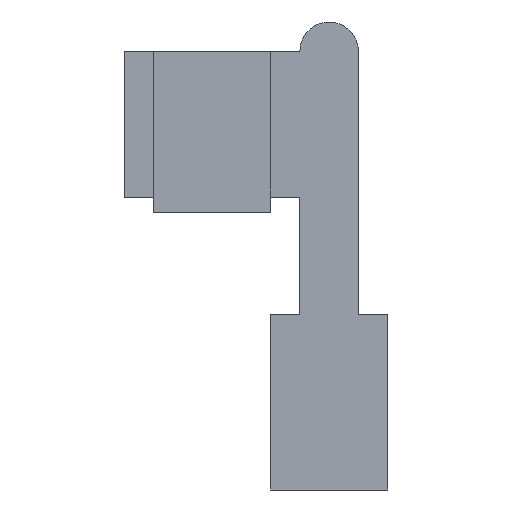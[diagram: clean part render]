
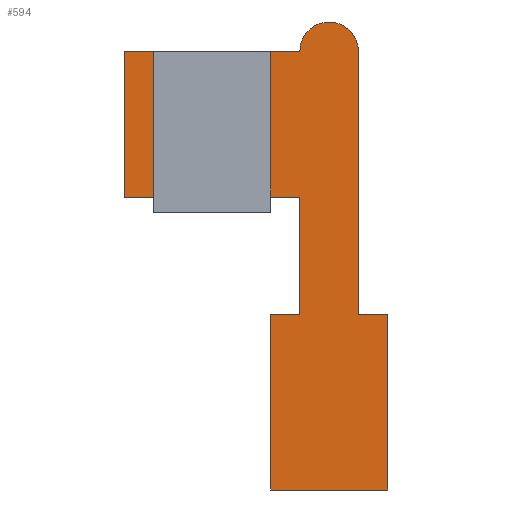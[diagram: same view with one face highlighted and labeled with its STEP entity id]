
A CAD part, front view. The second image highlights one B-rep face of the part: STEP entity #594.
In plain terms, the highlighted planar face has unit normal (0, -1, 0).
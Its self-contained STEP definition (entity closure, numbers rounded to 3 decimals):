
#15=CIRCLE('',#636,1.);
#47=FACE_OUTER_BOUND('',#77,.T.);
#77=EDGE_LOOP('',(#523,#524,#525,#526,#527,#528,#529,#530,#531,#532,#533,
#534,#535,#536,#537));
#115=LINE('',#862,#195);
#117=LINE('',#866,#197);
#120=LINE('',#872,#200);
#130=LINE('',#892,#210);
#131=LINE('',#893,#211);
#133=LINE('',#898,#213);
#135=LINE('',#901,#215);
#138=LINE('',#907,#218);
#140=LINE('',#911,#220);
#143=LINE('',#917,#223);
#146=LINE('',#923,#226);
#149=LINE('',#929,#229);
#152=LINE('',#935,#232);
#155=LINE('',#941,#235);
#195=VECTOR('',#703,10.);
#197=VECTOR('',#707,10.);
#200=VECTOR('',#712,10.);
#210=VECTOR('',#728,10.);
#211=VECTOR('',#729,10.);
#213=VECTOR('',#733,10.);
#215=VECTOR('',#737,10.);
#218=VECTOR('',#742,10.);
#220=VECTOR('',#746,10.);
#223=VECTOR('',#751,10.);
#226=VECTOR('',#756,10.);
#229=VECTOR('',#761,10.);
#232=VECTOR('',#766,10.);
#235=VECTOR('',#771,10.);
#264=VERTEX_POINT('',#859);
#265=VERTEX_POINT('',#861);
#266=VERTEX_POINT('',#865);
#268=VERTEX_POINT('',#871);
#274=VERTEX_POINT('',#888);
#275=VERTEX_POINT('',#890);
#276=VERTEX_POINT('',#895);
#277=VERTEX_POINT('',#897);
#279=VERTEX_POINT('',#905);
#280=VERTEX_POINT('',#910);
#282=VERTEX_POINT('',#916);
#284=VERTEX_POINT('',#922);
#286=VERTEX_POINT('',#928);
#288=VERTEX_POINT('',#934);
#290=VERTEX_POINT('',#940);
#329=EDGE_CURVE('',#265,#264,#115,.T.);
#331=EDGE_CURVE('',#266,#265,#117,.T.);
#334=EDGE_CURVE('',#264,#268,#120,.T.);
#344=EDGE_CURVE('',#268,#275,#130,.T.);
#345=EDGE_CURVE('',#274,#266,#131,.T.);
#347=EDGE_CURVE('',#276,#277,#133,.T.);
#349=EDGE_CURVE('',#277,#275,#135,.T.);
#352=EDGE_CURVE('',#276,#279,#138,.T.);
#354=EDGE_CURVE('',#279,#280,#140,.T.);
#357=EDGE_CURVE('',#280,#282,#143,.T.);
#360=EDGE_CURVE('',#282,#284,#146,.T.);
#363=EDGE_CURVE('',#284,#286,#149,.T.);
#366=EDGE_CURVE('',#286,#288,#152,.T.);
#369=EDGE_CURVE('',#288,#290,#155,.T.);
#372=EDGE_CURVE('',#274,#290,#15,.T.);
#523=ORIENTED_EDGE('',*,*,#334,.T.);
#524=ORIENTED_EDGE('',*,*,#344,.T.);
#525=ORIENTED_EDGE('',*,*,#349,.F.);
#526=ORIENTED_EDGE('',*,*,#347,.F.);
#527=ORIENTED_EDGE('',*,*,#352,.T.);
#528=ORIENTED_EDGE('',*,*,#354,.T.);
#529=ORIENTED_EDGE('',*,*,#357,.T.);
#530=ORIENTED_EDGE('',*,*,#360,.T.);
#531=ORIENTED_EDGE('',*,*,#363,.T.);
#532=ORIENTED_EDGE('',*,*,#366,.T.);
#533=ORIENTED_EDGE('',*,*,#369,.T.);
#534=ORIENTED_EDGE('',*,*,#372,.F.);
#535=ORIENTED_EDGE('',*,*,#345,.T.);
#536=ORIENTED_EDGE('',*,*,#331,.T.);
#537=ORIENTED_EDGE('',*,*,#329,.T.);
#565=PLANE('',#639);
#594=ADVANCED_FACE('',(#47),#565,.F.);
#636=AXIS2_PLACEMENT_3D('',#946,#776,#777);
#639=AXIS2_PLACEMENT_3D('',#949,#782,#783);
#703=DIRECTION('',(-1.,0.,0.));
#707=DIRECTION('',(0.,0.,-1.));
#712=DIRECTION('',(0.,0.,1.));
#728=DIRECTION('',(-1.,0.,0.));
#729=DIRECTION('',(-1.,0.,0.));
#733=DIRECTION('',(-1.,0.,0.));
#737=DIRECTION('',(0.,0.,1.));
#742=DIRECTION('',(0.,0.,-1.));
#746=DIRECTION('',(-1.,0.,0.));
#751=DIRECTION('',(0.,0.,-1.));
#756=DIRECTION('',(1.,0.,0.));
#761=DIRECTION('',(0.,0.,1.));
#766=DIRECTION('',(-1.,0.,0.));
#771=DIRECTION('',(0.,0.,1.));
#776=DIRECTION('center_axis',(0.,1.,0.));
#777=DIRECTION('ref_axis',(-1.,0.,0.));
#782=DIRECTION('center_axis',(0.,1.,0.));
#783=DIRECTION('ref_axis',(1.,0.,0.));
#859=CARTESIAN_POINT('',(-6.,0.,12.5));
#861=CARTESIAN_POINT('',(-2.,0.,12.5));
#862=CARTESIAN_POINT('',(-3.,0.,12.5));
#865=CARTESIAN_POINT('',(-2.,0.,15.));
#866=CARTESIAN_POINT('',(-2.,0.,10.25));
#871=CARTESIAN_POINT('',(-6.,0.,15.));
#872=CARTESIAN_POINT('',(-6.,0.,11.5));
#888=CARTESIAN_POINT('',(-1.,0.,15.));
#890=CARTESIAN_POINT('',(-7.,0.,15.));
#892=CARTESIAN_POINT('',(-1.,0.,15.));
#893=CARTESIAN_POINT('',(-1.,0.,15.));
#895=CARTESIAN_POINT('',(-1.,0.,10.));
#897=CARTESIAN_POINT('',(-7.,0.,10.));
#898=CARTESIAN_POINT('',(-1.,0.,10.));
#901=CARTESIAN_POINT('',(-7.,0.,6.));
#905=CARTESIAN_POINT('',(-1.,0.,6.));
#907=CARTESIAN_POINT('',(-1.,0.,15.));
#910=CARTESIAN_POINT('',(-2.,0.,6.));
#911=CARTESIAN_POINT('',(-1.,0.,6.));
#916=CARTESIAN_POINT('',(-2.,0.,0.));
#917=CARTESIAN_POINT('',(-2.,0.,6.));
#922=CARTESIAN_POINT('',(2.,0.,0.));
#923=CARTESIAN_POINT('',(1.75,0.,0.));
#928=CARTESIAN_POINT('',(2.,0.,6.));
#929=CARTESIAN_POINT('',(2.,0.,0.));
#934=CARTESIAN_POINT('',(1.,0.,6.));
#935=CARTESIAN_POINT('',(2.,0.,6.));
#940=CARTESIAN_POINT('',(1.,0.,15.));
#941=CARTESIAN_POINT('',(1.,0.,6.));
#946=CARTESIAN_POINT('Origin',(0.,0.,15.));
#949=CARTESIAN_POINT('Origin',(0.,0.,8.));
